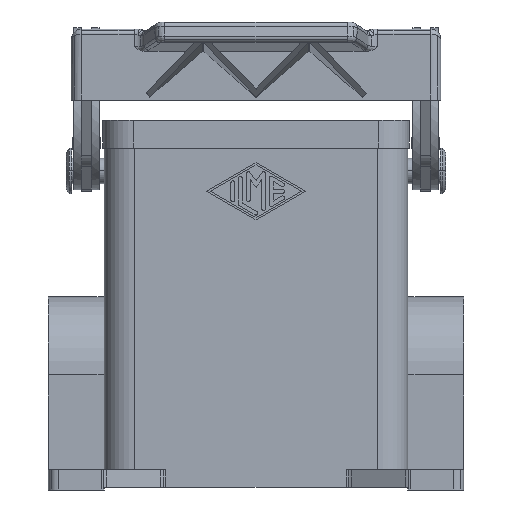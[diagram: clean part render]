
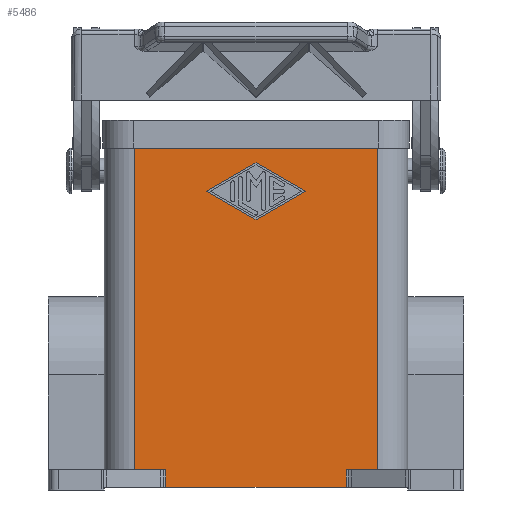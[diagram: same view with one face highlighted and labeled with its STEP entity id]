
A CAD part, front view. The second image highlights one B-rep face of the part: STEP entity #5486.
In plain terms, the highlighted planar face has unit normal (0, -1, 0).
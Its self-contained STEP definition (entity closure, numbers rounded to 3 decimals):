
#4705=CARTESIAN_POINT('',(17.773,-21.75,-43.5));
#4706=VERTEX_POINT('',#4705);
#4714=CARTESIAN_POINT('',(-17.773,-21.75,-43.5));
#4715=VERTEX_POINT('',#4714);
#4716=CARTESIAN_POINT('',(17.773,-21.75,-43.5));
#4717=DIRECTION('',(-1.0,0.0,0.0));
#4718=VECTOR('',#4717,35.546);
#4719=LINE('',#4716,#4718);
#4720=EDGE_CURVE('',#4706,#4715,#4719,.T.);
#5058=CARTESIAN_POINT('',(-17.773,-21.75,-40.));
#5059=VERTEX_POINT('',#5058);
#5067=CARTESIAN_POINT('',(-24.,-21.75,-40.));
#5068=VERTEX_POINT('',#5067);
#5069=CARTESIAN_POINT('',(-24.,-21.75,-40.));
#5070=DIRECTION('',(1.0,0.0,0.0));
#5071=VECTOR('',#5070,6.227);
#5072=LINE('',#5069,#5071);
#5073=EDGE_CURVE('',#5068,#5059,#5072,.T.);
#5387=CARTESIAN_POINT('',(17.773,-21.75,-40.));
#5388=VERTEX_POINT('',#5387);
#5396=CARTESIAN_POINT('',(17.773,-21.75,-40.));
#5397=DIRECTION('',(0.0,0.0,-1.0));
#5398=VECTOR('',#5397,3.5);
#5399=LINE('',#5396,#5398);
#5400=EDGE_CURVE('',#5388,#4706,#5399,.T.);
#5406=CARTESIAN_POINT('',(24.,-21.75,1.5));
#5407=DIRECTION('',(0.0,-1.0,0.0));
#5408=DIRECTION('',(0.0,0.0,-1.0));
#5409=AXIS2_PLACEMENT_3D('',#5406,#5407,#5408);
#5410=PLANE('',#5409);
#5411=ORIENTED_EDGE('',*,*,#5400,.F.);
#5412=CARTESIAN_POINT('',(24.,-21.75,-40.));
#5413=VERTEX_POINT('',#5412);
#5414=CARTESIAN_POINT('',(17.773,-21.75,-40.));
#5415=DIRECTION('',(1.0,0.0,0.0));
#5416=VECTOR('',#5415,6.227);
#5417=LINE('',#5414,#5416);
#5418=EDGE_CURVE('',#5388,#5413,#5417,.T.);
#5419=ORIENTED_EDGE('',*,*,#5418,.T.);
#5420=CARTESIAN_POINT('',(24.,-21.75,23.5));
#5421=VERTEX_POINT('',#5420);
#5422=CARTESIAN_POINT('',(24.,-21.75,-40.));
#5423=DIRECTION('',(0.0,0.0,1.0));
#5424=VECTOR('',#5423,63.5);
#5425=LINE('',#5422,#5424);
#5426=EDGE_CURVE('',#5413,#5421,#5425,.T.);
#5427=ORIENTED_EDGE('',*,*,#5426,.T.);
#5428=CARTESIAN_POINT('',(-24.,-21.75,23.5));
#5429=VERTEX_POINT('',#5428);
#5430=CARTESIAN_POINT('',(24.,-21.75,23.5));
#5431=DIRECTION('',(-1.0,0.0,0.0));
#5432=VECTOR('',#5431,48.);
#5433=LINE('',#5430,#5432);
#5434=EDGE_CURVE('',#5421,#5429,#5433,.T.);
#5435=ORIENTED_EDGE('',*,*,#5434,.T.);
#5436=CARTESIAN_POINT('',(-24.,-21.75,-40.));
#5437=DIRECTION('',(0.0,0.0,1.0));
#5438=VECTOR('',#5437,63.5);
#5439=LINE('',#5436,#5438);
#5440=EDGE_CURVE('',#5068,#5429,#5439,.T.);
#5441=ORIENTED_EDGE('',*,*,#5440,.F.);
#5442=ORIENTED_EDGE('',*,*,#5073,.T.);
#5443=CARTESIAN_POINT('',(-17.773,-21.75,-43.5));
#5444=DIRECTION('',(0.0,0.0,1.0));
#5445=VECTOR('',#5444,3.5);
#5446=LINE('',#5443,#5445);
#5447=EDGE_CURVE('',#4715,#5059,#5446,.T.);
#5448=ORIENTED_EDGE('',*,*,#5447,.F.);
#5449=ORIENTED_EDGE('',*,*,#4720,.F.);
#5450=EDGE_LOOP('',(#5411,#5419,#5427,#5435,#5441,#5442,#5448,#5449));
#5451=FACE_OUTER_BOUND('',#5450,.T.);
#5452=CARTESIAN_POINT('',(0.,-21.75,9.375));
#5453=VERTEX_POINT('',#5452);
#5454=CARTESIAN_POINT('',(-9.75,-21.75,15.));
#5455=VERTEX_POINT('',#5454);
#5456=CARTESIAN_POINT('',(0.,-21.75,9.375));
#5457=DIRECTION('',(-0.866,0.0,0.5));
#5458=VECTOR('',#5457,11.256);
#5459=LINE('',#5456,#5458);
#5460=EDGE_CURVE('',#5453,#5455,#5459,.T.);
#5461=ORIENTED_EDGE('',*,*,#5460,.T.);
#5462=CARTESIAN_POINT('',(0.,-21.75,20.625));
#5463=VERTEX_POINT('',#5462);
#5464=CARTESIAN_POINT('',(-9.75,-21.75,15.));
#5465=DIRECTION('',(0.866,0.0,0.5));
#5466=VECTOR('',#5465,11.256);
#5467=LINE('',#5464,#5466);
#5468=EDGE_CURVE('',#5455,#5463,#5467,.T.);
#5469=ORIENTED_EDGE('',*,*,#5468,.T.);
#5470=CARTESIAN_POINT('',(9.75,-21.75,15.));
#5471=VERTEX_POINT('',#5470);
#5472=CARTESIAN_POINT('',(0.,-21.75,20.625));
#5473=DIRECTION('',(0.866,0.0,-0.5));
#5474=VECTOR('',#5473,11.256);
#5475=LINE('',#5472,#5474);
#5476=EDGE_CURVE('',#5463,#5471,#5475,.T.);
#5477=ORIENTED_EDGE('',*,*,#5476,.T.);
#5478=CARTESIAN_POINT('',(9.75,-21.75,15.));
#5479=DIRECTION('',(-0.866,0.0,-0.5));
#5480=VECTOR('',#5479,11.256);
#5481=LINE('',#5478,#5480);
#5482=EDGE_CURVE('',#5471,#5453,#5481,.T.);
#5483=ORIENTED_EDGE('',*,*,#5482,.T.);
#5484=EDGE_LOOP('',(#5461,#5469,#5477,#5483));
#5485=FACE_BOUND('',#5484,.T.);
#5486=ADVANCED_FACE('',(#5451,#5485),#5410,.T.);
